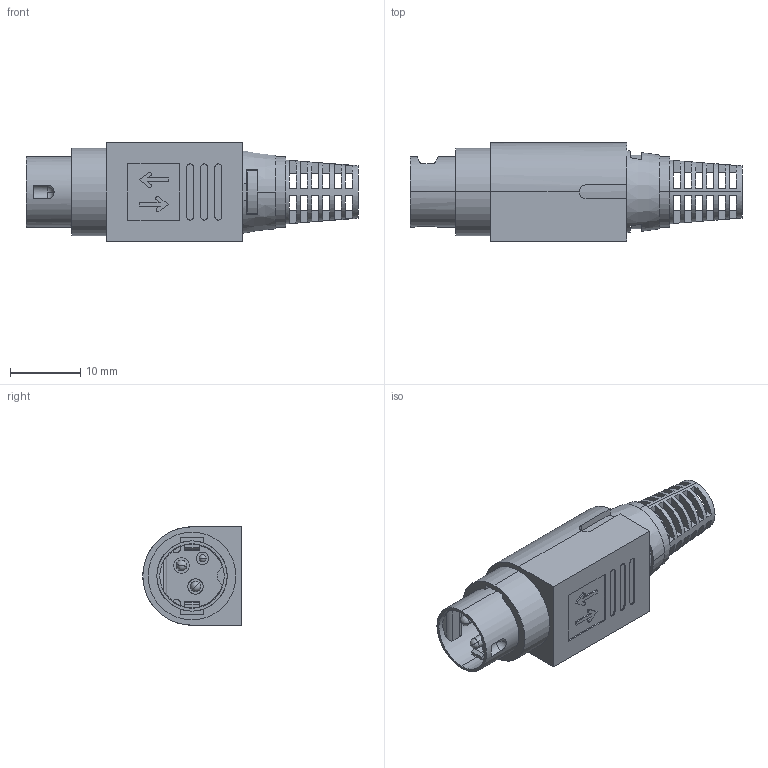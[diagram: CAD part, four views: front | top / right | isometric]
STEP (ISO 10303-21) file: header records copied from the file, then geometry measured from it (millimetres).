
FILE_DESCRIPTION (( 'STEP AP203' ), '1' );
FILE_NAME ('55-00418.STEP', '2025-11-07T22:25:01', ( '' ), ( '' ), 'SwSTEP 2.0', 'SolidWorks 2025', '' );
FILE_SCHEMA (( 'CONFIG_CONTROL_DESIGN' ));
Length unit declared in the file: millimetre
Products named in the file (11): 55-00418-05_默认; 55-00418-10_默认; 55-00418-08_默认; 55-00418-07_默认; 55-00418; 55-00418-04_默认; 55-00418-03_默认; 55-00418-06_默认; 55-00418-01_默认; 55-00418-09_默认; 55-00418-02_默认
Assembly tree (11 placements, depth 2):
  55-00418
    55-00418-01_默认
    55-00418-02_默认
    55-00418-03_默认
    55-00418-04_默认
    55-00418-05_默认
    55-00418-06_默认  x2
    55-00418-07_默认
    55-00418-08_默认
    55-00418-09_默认
    55-00418-10_默认
Bounding box: 47.3 x 14 x 14 mm (x, y, z)
Volume: 2697.1 mm3; surface area: 7444.2 mm2
Topology: 11 solids, 11 shells, 403 faces, 1074 edges, 705 vertices
Faces by surface type: plane 266, cylinder 111, cone 12, sphere 10, bspline 4
Entity records: 15537 total; most frequent: CARTESIAN_POINT 4505, DIRECTION 2076, ORIENTED_EDGE 2032, EDGE_CURVE 1016, AXIS2_PLACEMENT_3D 750, VERTEX_POINT 673, VECTOR 576, LINE 576
